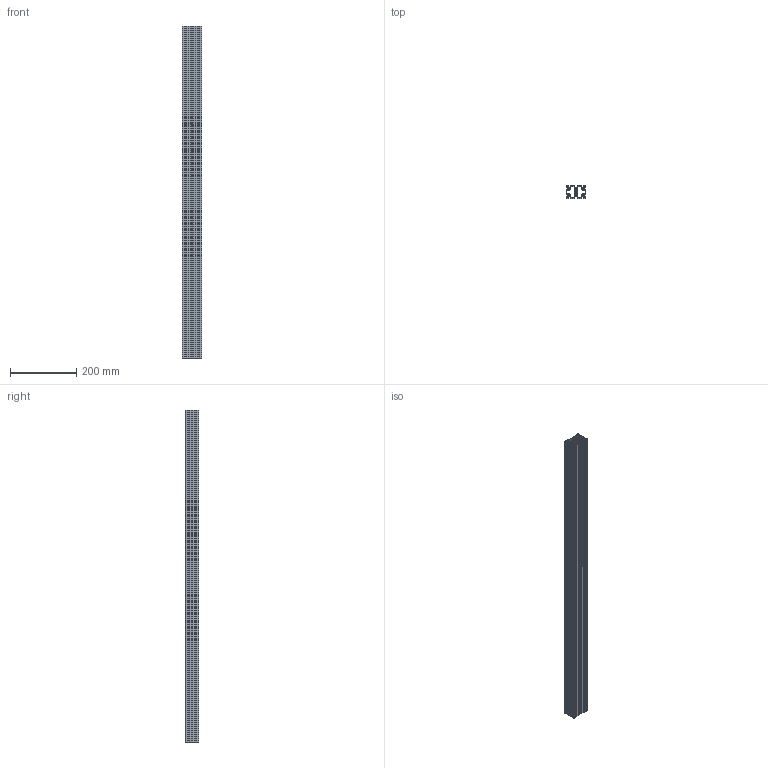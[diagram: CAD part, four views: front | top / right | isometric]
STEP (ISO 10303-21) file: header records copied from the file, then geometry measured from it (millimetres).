
FILE_DESCRIPTION (( 'STEP AP214' ), '1' );
FILE_NAME ('246SH Êîíñòðóêöèîííûé ïðîôèëü 20.40x60SH.STEP', '2019-04-22T09:45:50', ( 'Ïîëüçîâàòåëü Windows' ), ( '' ), 'SwSTEP 2.0', 'SolidWorks 2018', '' );
FILE_SCHEMA (( 'AUTOMOTIVE_DESIGN' ));
Length unit declared in the file: millimetre
Products named in the file (1): 246SH Êîíñòðóêöèîííûé ïðîôèëü 20.40x60SH
Bounding box: 60 x 40 x 1000 mm (x, y, z)
Volume: 704393.3 mm3; surface area: 667800.3 mm2
Topology: 1 solids, 1 shells, 462 faces, 1380 edges, 920 vertices
Faces by surface type: plane 236, cylinder 226
Entity records: 15702 total; most frequent: CARTESIAN_POINT 2763, ORIENTED_EDGE 2760, DIRECTION 2758, EDGE_CURVE 1380, VECTOR 928, LINE 928, VERTEX_POINT 920, AXIS2_PLACEMENT_3D 915
